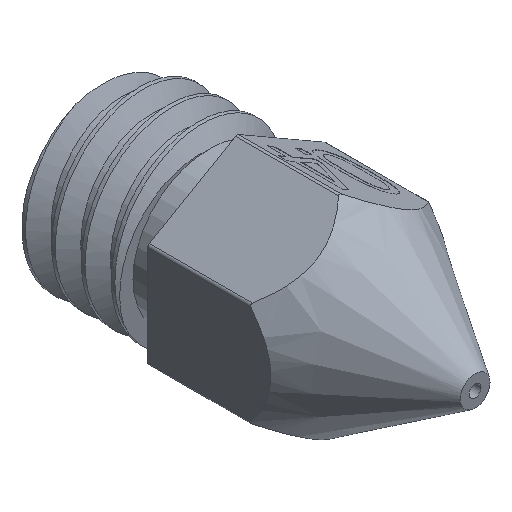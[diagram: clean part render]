
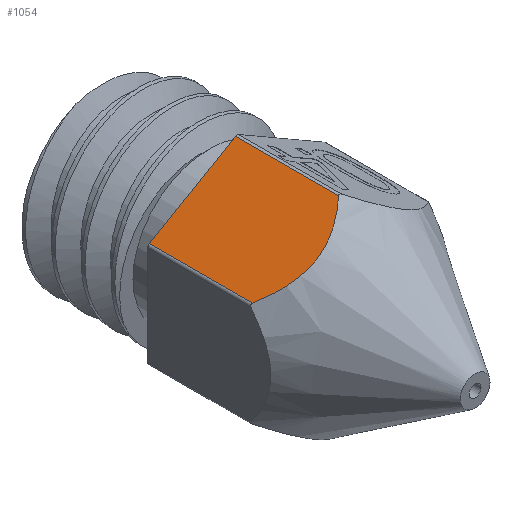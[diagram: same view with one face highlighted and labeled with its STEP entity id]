
A CAD part, isometric view. The second image highlights one B-rep face of the part: STEP entity #1054.
In plain terms, the highlighted planar face has unit normal (-0.5, 0, 0.866).
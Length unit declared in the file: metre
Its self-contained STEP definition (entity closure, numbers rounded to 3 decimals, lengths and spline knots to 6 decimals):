
#128=LINE('',#2071,#209);
#131=LINE('',#2099,#212);
#133=LINE('',#2733,#214);
#209=VECTOR('',#1310,1.);
#212=VECTOR('',#1319,1.);
#214=VECTOR('',#1333,1.);
#440=ORIENTED_EDGE('',*,*,#669,.T.);
#441=ORIENTED_EDGE('',*,*,#646,.T.);
#442=ORIENTED_EDGE('',*,*,#670,.T.);
#443=ORIENTED_EDGE('',*,*,#640,.T.);
#640=EDGE_CURVE('',#764,#762,#128,.T.);
#646=EDGE_CURVE('',#767,#769,#131,.T.);
#669=EDGE_CURVE('',#762,#767,#823,.T.);
#670=EDGE_CURVE('',#769,#764,#133,.T.);
#762=VERTEX_POINT('',#2069);
#764=VERTEX_POINT('',#2072);
#767=VERTEX_POINT('',#2094);
#769=VERTEX_POINT('',#2098);
#823=B_SPLINE_CURVE_WITH_KNOTS('',3,(#2726,#2727,#2728,#2729,#2730,#2731,
#2732),.UNSPECIFIED.,.F.,.F.,(4,1,1,1,4),(0.,0.000914,
0.001827,0.002741,0.003655),
 .UNSPECIFIED.);
#874=EDGE_LOOP('',(#440,#441,#442,#443));
#948=FACE_BOUND('',#874,.T.);
#1002=PLANE('',#1143);
#1054=ADVANCED_FACE('',(#948),#1002,.F.);
#1143=AXIS2_PLACEMENT_3D('',#2725,#1331,#1332);
#1310=DIRECTION('',(0.,-1.,0.));
#1319=DIRECTION('',(0.,1.,0.));
#1331=DIRECTION('',(0.5,0.,-0.866));
#1332=DIRECTION('',(0.866,0.,0.5));
#1333=DIRECTION('',(-0.866,0.,-0.5));
#2069=CARTESIAN_POINT('',(-0.00295,-0.001964,0.001761));
#2071=CARTESIAN_POINT('',(-0.00295,-0.0065,0.001761));
#2072=CARTESIAN_POINT('',(-0.00295,0.0015,0.001761));
#2094=CARTESIAN_POINT('',(-0.00005,-0.001964,0.003435));
#2098=CARTESIAN_POINT('',(-0.00005,0.0015,0.003435));
#2099=CARTESIAN_POINT('',(-0.00005,-0.0065,0.003435));
#2725=CARTESIAN_POINT('',(-0.0015,-0.0065,0.002598));
#2726=CARTESIAN_POINT('',(-0.00295,-0.001964,0.001761));
#2727=CARTESIAN_POINT('',(-0.002737,-0.002149,0.001884));
#2728=CARTESIAN_POINT('',(-0.002294,-0.00248,0.00214));
#2729=CARTESIAN_POINT('',(-0.0015,-0.002716,0.002598));
#2730=CARTESIAN_POINT('',(-0.000706,-0.00248,0.003057));
#2731=CARTESIAN_POINT('',(-0.000263,-0.002149,0.003313));
#2732=CARTESIAN_POINT('',(-0.00005,-0.001964,0.003435));
#2733=CARTESIAN_POINT('',(0.000375,0.0015,0.003681));
